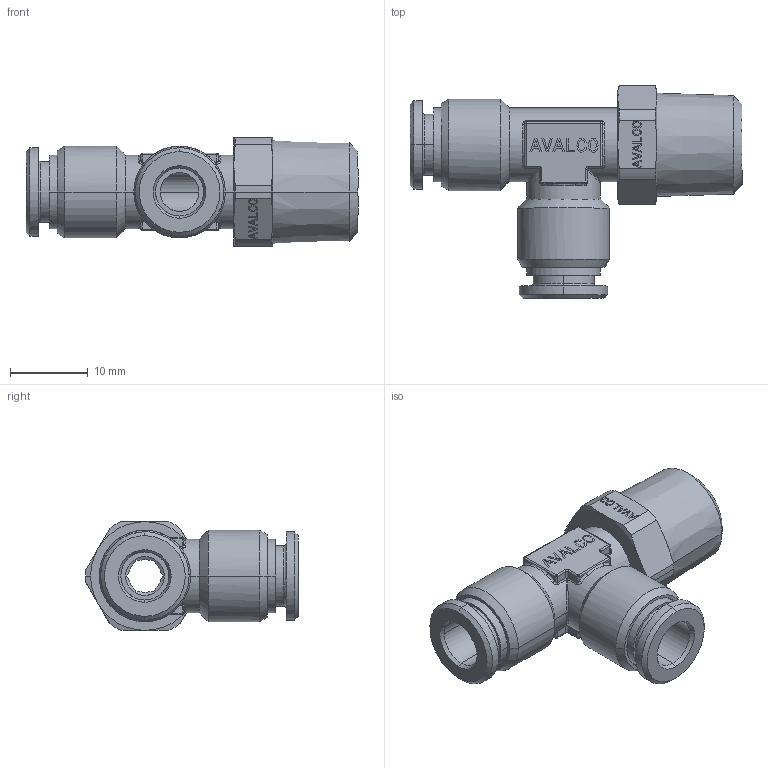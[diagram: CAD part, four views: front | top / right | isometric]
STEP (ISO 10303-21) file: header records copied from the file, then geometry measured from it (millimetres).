
FILE_DESCRIPTION(('CATIA V5 STEP Exchange'),'2;1');
FILE_NAME('PR425B-06R14.stp','2018-04-14T14:34:31+00:00',('none'),('none'),'CATIA Version 5 Release 21 GA (IN-10)','CATIA V5 STEP AP203','none');
FILE_SCHEMA(('CONFIG_CONTROL_DESIGN'));
Length unit declared in the file: millimetre
Products named in the file (1): PR425B-06R14
Bounding box: 42.8 x 27.45 x 14 mm (x, y, z)
Volume: 4489.8 mm3; surface area: 3902.4 mm2
Topology: 1 solids, 1 shells, 824 faces, 2173 edges, 1402 vertices
Faces by surface type: plane 620, cylinder 98, cone 48, torus 24, bspline 22, sphere 12
Entity records: 26812 total; most frequent: CARTESIAN_POINT 7394, ORIENTED_EDGE 4346, DIRECTION 3342, EDGE_CURVE 2173, VECTOR 1748, LINE 1748, VERTEX_POINT 1402, AXIS2_PLACEMENT_3D 902
